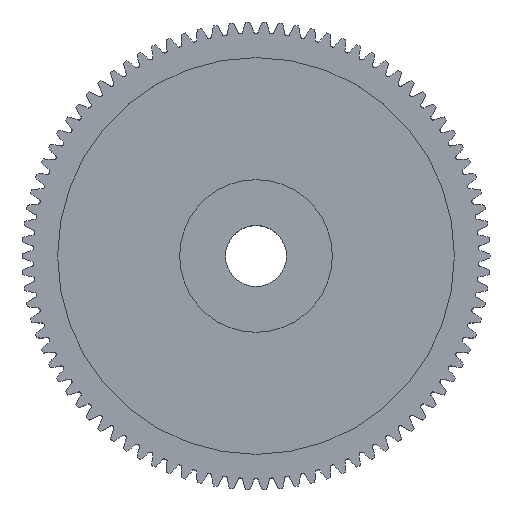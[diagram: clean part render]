
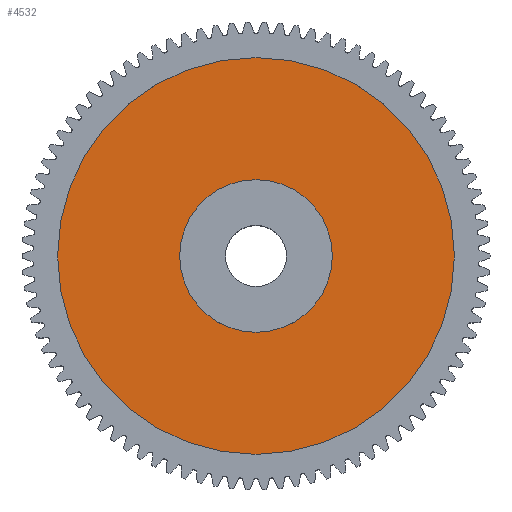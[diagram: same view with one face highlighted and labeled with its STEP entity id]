
A CAD part, top view. The second image highlights one B-rep face of the part: STEP entity #4532.
In plain terms, the highlighted planar face has unit normal (0, 0, 1).
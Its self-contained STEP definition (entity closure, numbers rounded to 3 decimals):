
#1782 = CIRCLE ( 'NONE', #1831, 7.5 ) ;
#1828 = DIRECTION ( 'NONE',  ( -1., 0., 0. ) ) ;
#1829 = DIRECTION ( 'NONE',  ( 0., 0., -1. ) ) ;
#1830 = CARTESIAN_POINT ( 'NONE',  ( 0., 0., 2.5 ) ) ;
#1831 = AXIS2_PLACEMENT_3D ( 'NONE', #1830, #1829, #1828 ) ;
#1874 = CARTESIAN_POINT ( 'NONE',  ( -7.5, 0., 2.5 ) ) ;
#4297 = ORIENTED_EDGE ( 'NONE', *, *, #4546, .T. ) ;
#4430 = EDGE_LOOP ( 'NONE', ( #4431, #4533 ) ) ;
#4431 = ORIENTED_EDGE ( 'NONE', *, *, #4530, .F. ) ;
#4529 = ORIENTED_EDGE ( 'NONE', *, *, #8656, .T. ) ;
#4530 = EDGE_CURVE ( 'NONE', #8355, #8356, #13674, .T. ) ;
#4532 = ADVANCED_FACE ( 'NONE', ( #13621, #13631 ), #13641, .F. ) ;
#4533 = ORIENTED_EDGE ( 'NONE', *, *, #8347, .F. ) ;
#4546 = EDGE_CURVE ( 'NONE', #8367, #8655, #13657, .T. ) ;
#4547 = EDGE_LOOP ( 'NONE', ( #4529, #4297 ) ) ;
#8347 = EDGE_CURVE ( 'NONE', #8356, #8355, #20225, .T. ) ;
#8355 = VERTEX_POINT ( 'NONE', #20218 ) ;
#8356 = VERTEX_POINT ( 'NONE', #20217 ) ;
#8367 = VERTEX_POINT ( 'NONE', #20216 ) ;
#8655 = VERTEX_POINT ( 'NONE', #1874 ) ;
#8656 = EDGE_CURVE ( 'NONE', #8655, #8367, #1782, .T. ) ;
#13592 = AXIS2_PLACEMENT_3D ( 'NONE', #13664, #13663, #13662 ) ;
#13621 = FACE_BOUND ( 'NONE', #4547, .T. ) ;
#13622 = CARTESIAN_POINT ( 'NONE',  ( 0., 0., 2.5 ) ) ;
#13631 = FACE_OUTER_BOUND ( 'NONE', #4430, .T. ) ;
#13641 = PLANE ( 'NONE',  #13592 ) ;
#13653 = DIRECTION ( 'NONE',  ( -1., 0., 0. ) ) ;
#13654 = DIRECTION ( 'NONE',  ( 0., 0., -1. ) ) ;
#13655 = AXIS2_PLACEMENT_3D ( 'NONE', #13656, #13654, #13653 ) ;
#13656 = CARTESIAN_POINT ( 'NONE',  ( 0., 0., 2.5 ) ) ;
#13657 = CIRCLE ( 'NONE', #13655, 7.5 ) ;
#13662 = DIRECTION ( 'NONE',  ( -1., 0., 0. ) ) ;
#13663 = DIRECTION ( 'NONE',  ( 0., 0., -1. ) ) ;
#13664 = CARTESIAN_POINT ( 'NONE',  ( 0., 0., 2.5 ) ) ;
#13670 = DIRECTION ( 'NONE',  ( -1., 0., 0. ) ) ;
#13671 = DIRECTION ( 'NONE',  ( 0., 0., -1. ) ) ;
#13672 = AXIS2_PLACEMENT_3D ( 'NONE', #13622, #13671, #13670 ) ;
#13674 = CIRCLE ( 'NONE', #13672, 19.5 ) ;
#20216 = CARTESIAN_POINT ( 'NONE',  ( 7.5, 0., 2.5 ) ) ;
#20217 = CARTESIAN_POINT ( 'NONE',  ( 19.5, 0., 2.5 ) ) ;
#20218 = CARTESIAN_POINT ( 'NONE',  ( -19.5, 0., 2.5 ) ) ;
#20221 = DIRECTION ( 'NONE',  ( -1., 0., 0. ) ) ;
#20222 = DIRECTION ( 'NONE',  ( 0., 0., -1. ) ) ;
#20223 = CARTESIAN_POINT ( 'NONE',  ( 0., 0., 2.5 ) ) ;
#20224 = AXIS2_PLACEMENT_3D ( 'NONE', #20223, #20222, #20221 ) ;
#20225 = CIRCLE ( 'NONE', #20224, 19.5 ) ;
